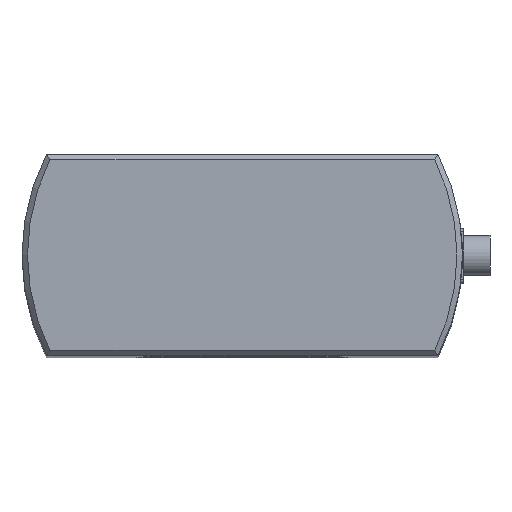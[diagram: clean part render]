
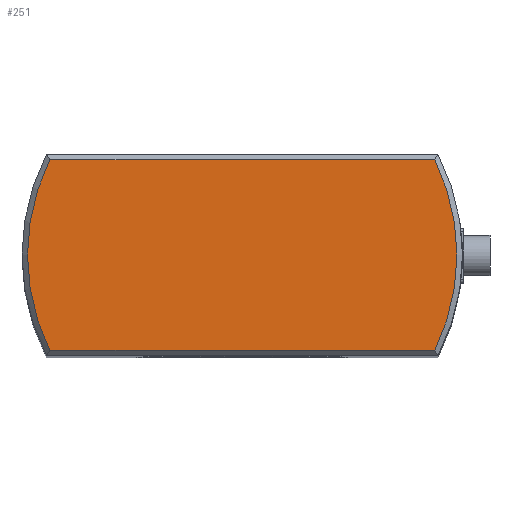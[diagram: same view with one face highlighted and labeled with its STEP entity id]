
A CAD part, top view. The second image highlights one B-rep face of the part: STEP entity #251.
In plain terms, the highlighted face is planar.
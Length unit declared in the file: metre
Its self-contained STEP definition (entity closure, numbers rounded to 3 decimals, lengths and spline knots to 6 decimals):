
#251=ADVANCED_FACE('0:90',(#540),#541,.T.);
#540=FACE_OUTER_BOUND('',#900,.T.);
#541=PLANE('',#901);
#900=EDGE_LOOP('',(#2281,#2282,#2283,#2284));
#901=AXIS2_PLACEMENT_3D('',#2285,#2286,#2287);
#2281=ORIENTED_EDGE('',*,*,#2985,.T.);
#2282=ORIENTED_EDGE('',*,*,#2986,.T.);
#2283=ORIENTED_EDGE('',*,*,#2987,.T.);
#2284=ORIENTED_EDGE('',*,*,#2988,.T.);
#2285=CARTESIAN_POINT('',(0.0,0.6,0.0));
#2286=DIRECTION('',(0.0,1.0,0.0));
#2287=DIRECTION('',(1.0,0.0,-0.0));
#2985=EDGE_CURVE('0:276',#3380,#3381,#3382,.T.);
#2986=EDGE_CURVE('0:279',#3381,#3383,#3384,.T.);
#2987=EDGE_CURVE('0:282',#3383,#3385,#3386,.T.);
#2988=EDGE_CURVE('0:285',#3385,#3380,#3387,.T.);
#3380=VERTEX_POINT('NONE',#3903);
#3381=VERTEX_POINT('NONE',#3904);
#3382=CIRCLE('',#3905,0.117);
#3383=VERTEX_POINT('NONE',#3906);
#3384=LINE('',#3907,#3908);
#3385=VERTEX_POINT('NONE',#3909);
#3386=CIRCLE('',#3910,0.117);
#3387=LINE('',#3911,#3912);
#3903=CARTESIAN_POINT('',(0.104809,0.6,0.052));
#3904=CARTESIAN_POINT('',(0.104809,0.6,-0.052));
#3905=AXIS2_PLACEMENT_3D('',#4716,#4717,#4718);
#3906=CARTESIAN_POINT('',(-0.104809,0.6,-0.052));
#3907=CARTESIAN_POINT('',(-0.106654,0.6,-0.052));
#3908=VECTOR('',#4719,1.0);
#3909=CARTESIAN_POINT('',(-0.104809,0.6,0.052));
#3910=AXIS2_PLACEMENT_3D('',#4720,#4721,#4722);
#3911=CARTESIAN_POINT('',(0.106654,0.6,0.052));
#3912=VECTOR('',#4723,1.0);
#4716=CARTESIAN_POINT('',(0.0,0.6,0.0));
#4717=DIRECTION('',(0.0,1.0,0.0));
#4718=DIRECTION('',(0.0,0.0,1.0));
#4719=DIRECTION('',(-1.0,0.0,0.0));
#4720=CARTESIAN_POINT('',(0.0,0.6,0.0));
#4721=DIRECTION('',(0.0,1.0,0.0));
#4722=DIRECTION('',(0.0,0.0,1.0));
#4723=DIRECTION('',(1.0,0.0,0.));
